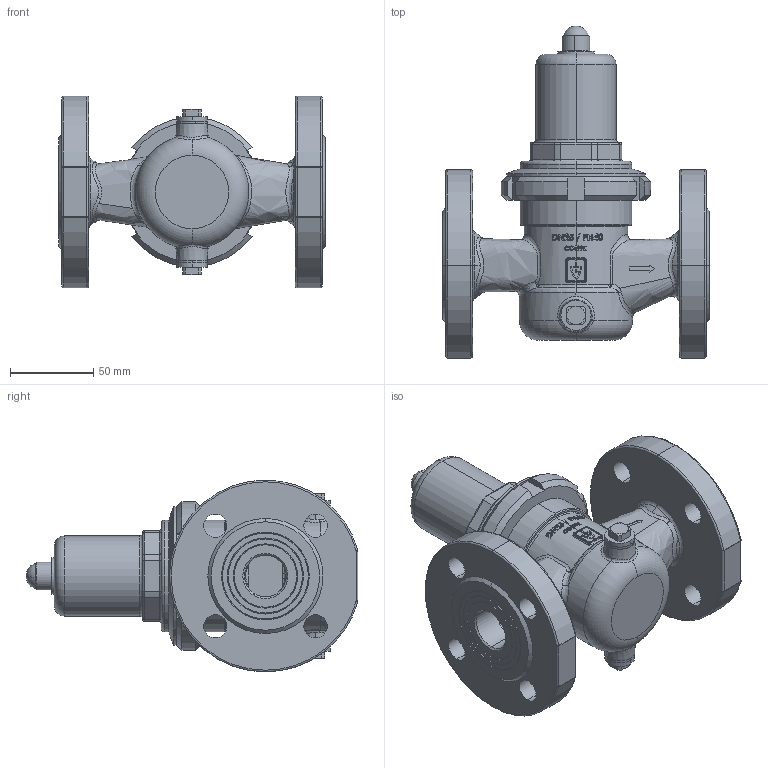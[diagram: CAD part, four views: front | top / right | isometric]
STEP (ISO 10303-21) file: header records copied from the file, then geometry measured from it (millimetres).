
FILE_DESCRIPTION (( 'STEP AP214' ), '1' );
FILE_NAME ('682 LP 25 Dummy.STEP', '2010-08-09T12:11:43', ( '' ), ( '' ), 'SwSTEP 2.0', 'SolidWorks 2010', '' );
FILE_SCHEMA (( 'AUTOMOTIVE_DESIGN' ));
Length unit declared in the file: millimetre
Products named in the file (1): 682 LP 25 Dummy
Bounding box: 160 x 199 x 115 mm (x, y, z)
Volume: 526226 mm3; surface area: 173877.3 mm2
Topology: 9 solids, 9 shells, 1113 faces, 2806 edges, 1768 vertices
Faces by surface type: plane 378, cylinder 268, bspline 219, cone 134, torus 98, sphere 16
Entity records: 63150 total; most frequent: CARTESIAN_POINT 26087, ORIENTED_EDGE 5564, DIRECTION 4586, EDGE_CURVE 2782, AXIS2_PLACEMENT_3D 1786, VERTEX_POINT 1768, EDGE_LOOP 1230, UNCERTAINTY_MEASURE_WITH_UNIT 1124
